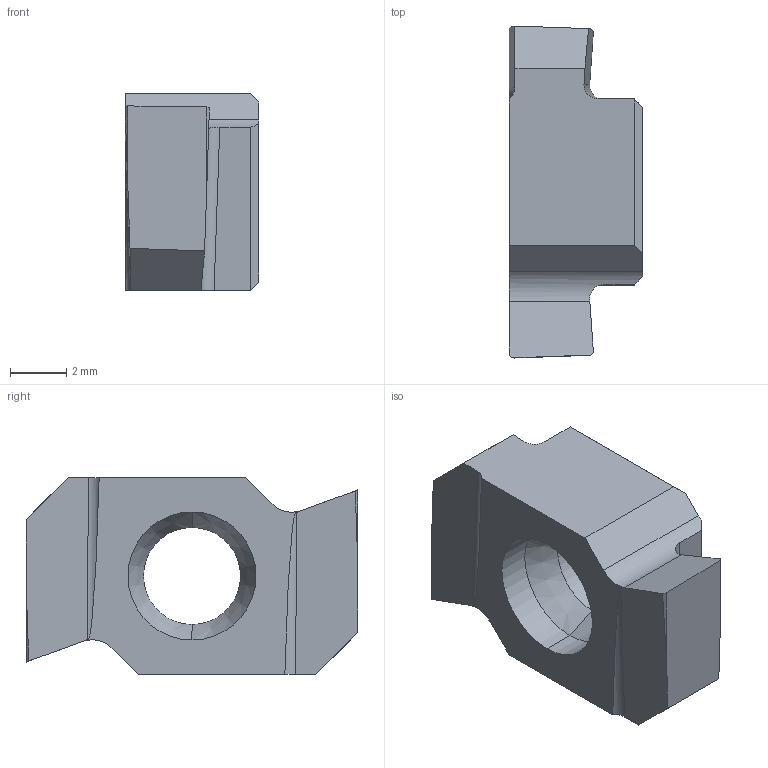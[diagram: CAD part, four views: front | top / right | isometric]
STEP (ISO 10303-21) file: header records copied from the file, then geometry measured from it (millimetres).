
FILE_DESCRIPTION((''),'2;1');
FILE_NAME('MLG1430L','2021-02-26T15:50:37',('tlyac05'),('PTC Japan'),'CREO PARAMETRIC BY PTC INC, 2018500','CREO PARAMETRIC BY PTC INC, 2018500','');
FILE_SCHEMA(('AUTOMOTIVE_DESIGN { 1 0 10303 214 1 1 1 1 }'));
Length unit declared in the file: millimetre
Products named in the file (1): MLG1430L
Bounding box: 4.76 x 11.8 x 7 mm (x, y, z)
Volume: 233.5 mm3; surface area: 324.6 mm2
Topology: 1 solids, 1 shells, 38 faces, 122 edges, 86 vertices
Faces by surface type: plane 26, cylinder 10, cone 2
Entity records: 1852 total; most frequent: CARTESIAN_POINT 361, DIRECTION 201, ORIENTED_EDGE 200, PRESENTATION_STYLE_ASSIGNMENT 125, STYLED_ITEM 125, CURVE_STYLE 124, EDGE_CURVE 100, VECTOR 91
